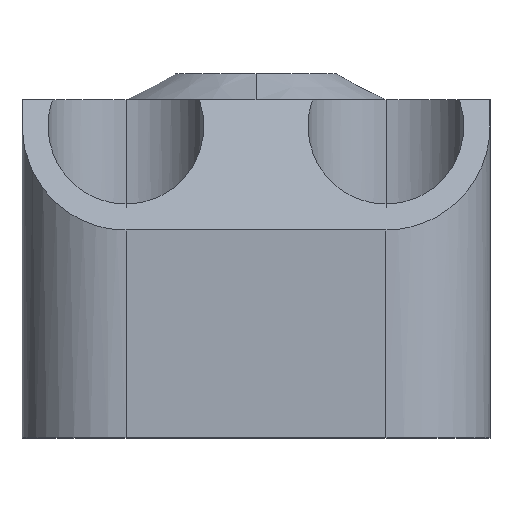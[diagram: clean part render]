
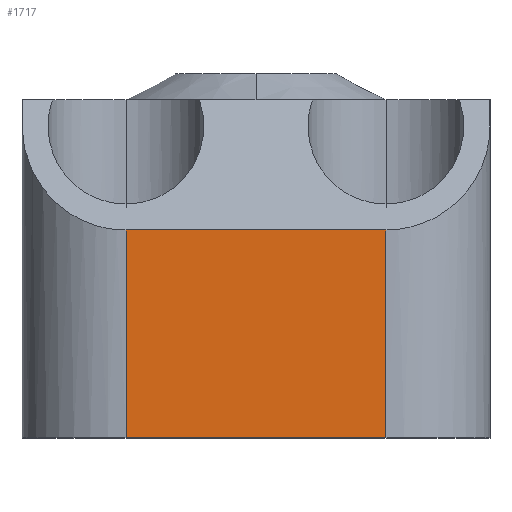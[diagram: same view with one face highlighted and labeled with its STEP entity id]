
A CAD part, left-side view. The second image highlights one B-rep face of the part: STEP entity #1717.
In plain terms, the highlighted planar face has unit normal (-1, 0, 0).
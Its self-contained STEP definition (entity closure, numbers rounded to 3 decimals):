
#31 = CARTESIAN_POINT ( 'NONE',  ( -19., 5., -13. ) ) ;
#177 = CARTESIAN_POINT ( 'NONE',  ( -19., 9., -13. ) ) ;
#215 = VERTEX_POINT ( 'NONE', #259 ) ;
#259 = CARTESIAN_POINT ( 'NONE',  ( -19., -5., -5. ) ) ;
#288 = VERTEX_POINT ( 'NONE', #485 ) ;
#346 = LINE ( 'NONE', #1675, #1688 ) ;
#457 = EDGE_LOOP ( 'NONE', ( #754, #1332, #1583, #1316 ) ) ;
#485 = CARTESIAN_POINT ( 'NONE',  ( -19., 5., -5. ) ) ;
#559 = EDGE_CURVE ( 'NONE', #1323, #215, #897, .T. ) ;
#582 = AXIS2_PLACEMENT_3D ( 'NONE', #742, #1569, #751 ) ;
#633 = LINE ( 'NONE', #177, #1386 ) ;
#742 = CARTESIAN_POINT ( 'NONE',  ( -19., 9., -13. ) ) ;
#751 = DIRECTION ( 'NONE',  ( 0., 0., -1. ) ) ;
#754 = ORIENTED_EDGE ( 'NONE', *, *, #955, .T. ) ;
#755 = DIRECTION ( 'NONE',  ( 0., -1., 0. ) ) ;
#782 = FACE_OUTER_BOUND ( 'NONE', #457, .T. ) ;
#842 = VERTEX_POINT ( 'NONE', #31 ) ;
#885 = DIRECTION ( 'NONE',  ( 0., 0., -1. ) ) ;
#897 = LINE ( 'NONE', #1364, #1314 ) ;
#925 = EDGE_CURVE ( 'NONE', #288, #842, #346, .T. ) ;
#933 = EDGE_CURVE ( 'NONE', #215, #288, #1653, .T. ) ;
#941 = VECTOR ( 'NONE', #1458, 1000. ) ;
#955 = EDGE_CURVE ( 'NONE', #842, #1323, #633, .T. ) ;
#1020 = CARTESIAN_POINT ( 'NONE',  ( -19., -9., -5. ) ) ;
#1150 = CARTESIAN_POINT ( 'NONE',  ( -19., -5., -13. ) ) ;
#1314 = VECTOR ( 'NONE', #1355, 1000. ) ;
#1316 = ORIENTED_EDGE ( 'NONE', *, *, #925, .T. ) ;
#1323 = VERTEX_POINT ( 'NONE', #1150 ) ;
#1332 = ORIENTED_EDGE ( 'NONE', *, *, #559, .T. ) ;
#1355 = DIRECTION ( 'NONE',  ( 0., 0., 1. ) ) ;
#1364 = CARTESIAN_POINT ( 'NONE',  ( -19., -5., -13. ) ) ;
#1386 = VECTOR ( 'NONE', #755, 1000. ) ;
#1457 = PLANE ( 'NONE',  #582 ) ;
#1458 = DIRECTION ( 'NONE',  ( 0., 1., 0. ) ) ;
#1569 = DIRECTION ( 'NONE',  ( 1., 0., 0. ) ) ;
#1583 = ORIENTED_EDGE ( 'NONE', *, *, #933, .T. ) ;
#1653 = LINE ( 'NONE', #1020, #941 ) ;
#1675 = CARTESIAN_POINT ( 'NONE',  ( -19., 5., -13. ) ) ;
#1688 = VECTOR ( 'NONE', #885, 1000. ) ;
#1717 = ADVANCED_FACE ( 'NONE', ( #782 ), #1457, .F. ) ;
